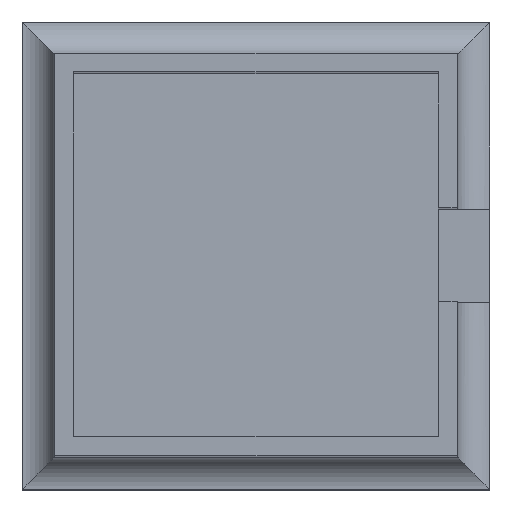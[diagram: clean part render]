
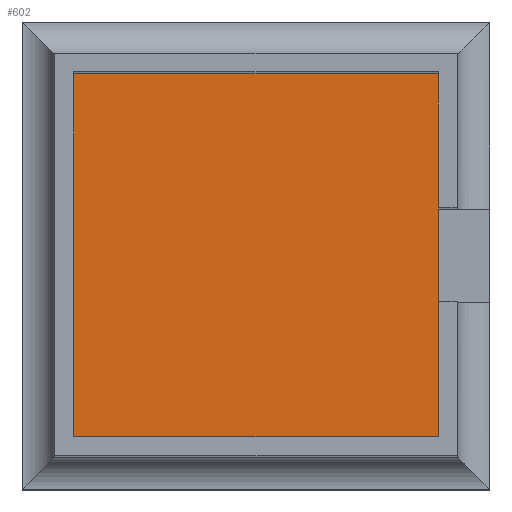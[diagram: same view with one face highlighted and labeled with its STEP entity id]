
A CAD part, top view. The second image highlights one B-rep face of the part: STEP entity #602.
In plain terms, the highlighted planar face has unit normal (0, 0, 1).
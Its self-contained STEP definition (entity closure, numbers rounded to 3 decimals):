
#504=CARTESIAN_POINT('Vertex',(46.,-46.,4.)) ;
#511=CARTESIAN_POINT('Vertex',(46.,46.,4.)) ;
#514=CARTESIAN_POINT('Line Origine',(46.,0.,4.)) ;
#531=CARTESIAN_POINT('Line Origine',(0.,46.,4.)) ;
#535=CARTESIAN_POINT('Vertex',(-46.,46.,4.)) ;
#555=CARTESIAN_POINT('Line Origine',(-46.,0.,4.)) ;
#559=CARTESIAN_POINT('Vertex',(-46.,-46.,4.)) ;
#579=CARTESIAN_POINT('Line Origine',(0.,-46.,4.)) ;
#591=CARTESIAN_POINT('Axis2P3D Location',(0.,0.,4.)) ;
#515=DIRECTION('Vector Direction',(0.,-1.,0.)) ;
#532=DIRECTION('Vector Direction',(1.,0.,0.)) ;
#556=DIRECTION('Vector Direction',(0.,1.,0.)) ;
#580=DIRECTION('Vector Direction',(-1.,0.,0.)) ;
#592=DIRECTION('Axis2P3D Direction',(0.,0.,1.)) ;
#593=DIRECTION('Axis2P3D XDirection',(1.,0.,0.)) ;
#594=AXIS2_PLACEMENT_3D('Plane Axis2P3D',#591,#592,#593) ;
#597=ORIENTED_EDGE('',*,*,#583,.F.) ;
#598=ORIENTED_EDGE('',*,*,#518,.F.) ;
#599=ORIENTED_EDGE('',*,*,#537,.F.) ;
#600=ORIENTED_EDGE('',*,*,#561,.F.) ;
#516=VECTOR('Line Direction',#515,1.) ;
#533=VECTOR('Line Direction',#532,1.) ;
#557=VECTOR('Line Direction',#556,1.) ;
#581=VECTOR('Line Direction',#580,1.) ;
#602=ADVANCED_FACE('PartBody',(#601),#595,.T.) ;
#518=EDGE_CURVE('',#512,#505,#517,.T.) ;
#537=EDGE_CURVE('',#536,#512,#534,.T.) ;
#561=EDGE_CURVE('',#560,#536,#558,.T.) ;
#583=EDGE_CURVE('',#505,#560,#582,.T.) ;
#596=EDGE_LOOP('',(#597,#598,#599,#600)) ;
#601=FACE_OUTER_BOUND('',#596,.T.) ;
#517=LINE('Line',#514,#516) ;
#534=LINE('Line',#531,#533) ;
#558=LINE('Line',#555,#557) ;
#582=LINE('Line',#579,#581) ;
#595=PLANE('',#594) ;
#505=VERTEX_POINT('',#504) ;
#512=VERTEX_POINT('',#511) ;
#536=VERTEX_POINT('',#535) ;
#560=VERTEX_POINT('',#559) ;
